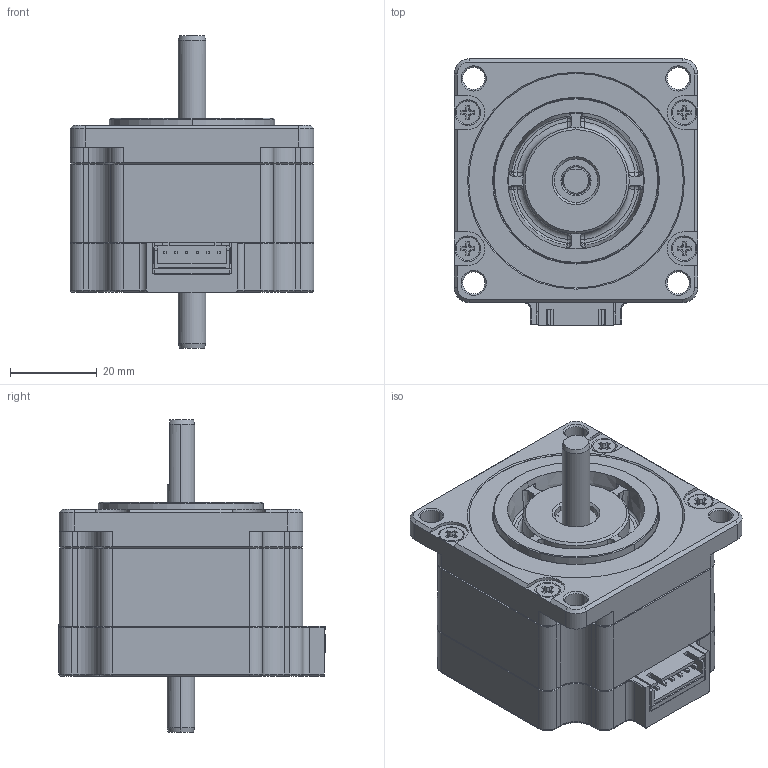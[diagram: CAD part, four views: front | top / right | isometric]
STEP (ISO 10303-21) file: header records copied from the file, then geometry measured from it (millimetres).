
FILE_DESCRIPTION((''),'2;1');
FILE_NAME('4611110027552_ASM','2024-04-17T10:33:18',('ms26442'),(''),'CREO PARAMETRIC BY PTC INC, 2018100','CREO PARAMETRIC BY PTC INC, 2018100','');
FILE_SCHEMA(('CONFIG_CONTROL_DESIGN'));
Products named in the file (25): 4613102100463; 3698153000285; 3698153000144; 4613104004473_ASM; 4713101000728; 4718405003477; 4713120000558_ASM; 4613103009007_ASM; 4219121302125; 4613106100475_AF0; 4332101101885_AF0; 4693220000379_AF0; 4613106100475_AF1; 4613107110463_ASM; 4333201500270; 4333201500254; 4331101000005; 4613108006950_ASM; 4219121302242; 4294440200013_AF0; 4294404000573; 4613153002512_ASM; 3219720005029; 3219720000388; 4611110027552_ASM
Assembly tree (28 placements, depth 5):
  4611110027552_ASM
    4613153002512_ASM
      4613103009007_ASM
        4613104004473_ASM
          4613102100463
          3698153000285
          3698153000144
        4713120000558_ASM
          4713101000728
          4718405003477
      4219121302125
      4613108006950_ASM
        4613107110463_ASM
          4613106100475_AF0
          4332101101885_AF0
          4693220000379_AF0
          4613106100475_AF1
        4333201500270
        4333201500254
        4331101000005  x2
      4219121302242
      4294440200013_AF0
      4294404000573  x4
    3219720005029
    3219720000388
Bounding box: 56.26 x 61.48 x 72 mm (x, y, z)
Volume: 80591.2 mm3; surface area: 74295.1 mm2
Topology: 25 solids, 39 shells, 3720 faces, 10365 edges, 6810 vertices
Faces by surface type: plane 1925, cylinder 1559, cone 131, torus 45, bspline 36, extrusion 24
Entity records: 118984 total; most frequent: CARTESIAN_POINT 23346, DIRECTION 20185, ORIENTED_EDGE 20082, EDGE_CURVE 10055, AXIS2_PLACEMENT_3D 6768, VECTOR 6649, LINE 6625, VERTEX_POINT 6612
